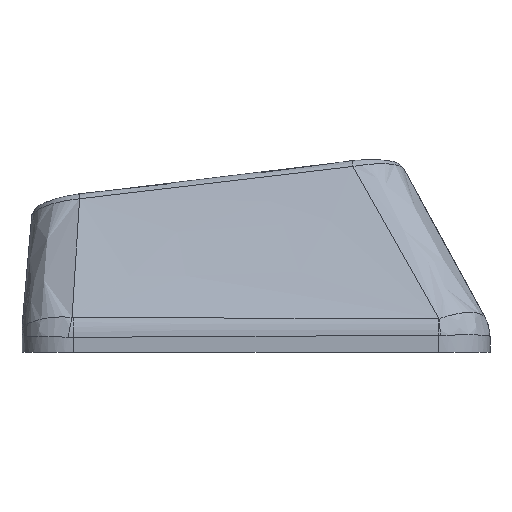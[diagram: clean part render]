
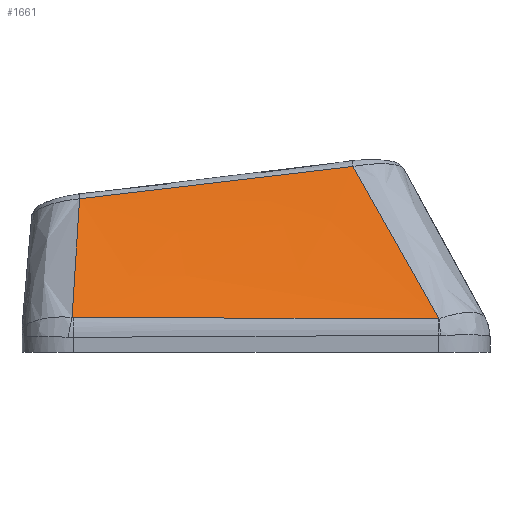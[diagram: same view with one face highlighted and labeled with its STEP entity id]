
A CAD part, left-side view. The second image highlights one B-rep face of the part: STEP entity #1661.
In plain terms, the highlighted free-form (B-spline) face has degree [3, 3] with [4, 4] control points.
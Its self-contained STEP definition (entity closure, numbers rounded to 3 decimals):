
#29=B_SPLINE_SURFACE_WITH_KNOTS('',3,3,((#3698,#3699,#3700,#3701),(#3702,
#3703,#3704,#3705),(#3706,#3707,#3708,#3709),(#3710,#3711,#3712,#3713)),
 .UNSPECIFIED.,.F.,.F.,.F.,(4,4),(4,4),(0.101,0.893),
(0.045,0.954),.UNSPECIFIED.);
#168=FACE_OUTER_BOUND('',#258,.T.);
#258=EDGE_LOOP('',(#1381,#1382,#1383,#1384,#1385,#1386));
#416=B_SPLINE_CURVE_WITH_KNOTS('',3,(#3556,#3557,#3558,#3559),
 .UNSPECIFIED.,.F.,.F.,(4,4),(0.,0.005),.UNSPECIFIED.);
#418=B_SPLINE_CURVE_WITH_KNOTS('',3,(#3583,#3584,#3585,#3586),
 .UNSPECIFIED.,.F.,.F.,(4,4),(0.,1.416),.UNSPECIFIED.);
#420=B_SPLINE_CURVE_WITH_KNOTS('',3,(#3610,#3611,#3612,#3613),
 .UNSPECIFIED.,.F.,.F.,(4,4),(0.,0.002),.UNSPECIFIED.);
#423=B_SPLINE_CURVE_WITH_KNOTS('',3,(#3715,#3716,#3717,#3718),
 .UNSPECIFIED.,.F.,.F.,(4,4),(0.036,0.771),
 .UNSPECIFIED.);
#424=B_SPLINE_CURVE_WITH_KNOTS('',3,(#3720,#3721,#3722,#3723),
 .UNSPECIFIED.,.F.,.F.,(4,4),(-1.068,0.),
 .UNSPECIFIED.);
#425=B_SPLINE_CURVE_WITH_KNOTS('',3,(#3724,#3725,#3726,#3727),
 .UNSPECIFIED.,.F.,.F.,(4,4),(-0.569,-0.031),
 .UNSPECIFIED.);
#749=VERTEX_POINT('',#3524);
#751=VERTEX_POINT('',#3554);
#753=VERTEX_POINT('',#3581);
#755=VERTEX_POINT('',#3608);
#762=VERTEX_POINT('',#3714);
#763=VERTEX_POINT('',#3719);
#972=EDGE_CURVE('',#751,#749,#416,.T.);
#975=EDGE_CURVE('',#753,#751,#418,.T.);
#978=EDGE_CURVE('',#755,#753,#420,.T.);
#990=EDGE_CURVE('',#762,#755,#423,.T.);
#991=EDGE_CURVE('',#763,#762,#424,.T.);
#992=EDGE_CURVE('',#749,#763,#425,.T.);
#1381=ORIENTED_EDGE('',*,*,#972,.F.);
#1382=ORIENTED_EDGE('',*,*,#975,.F.);
#1383=ORIENTED_EDGE('',*,*,#978,.F.);
#1384=ORIENTED_EDGE('',*,*,#990,.F.);
#1385=ORIENTED_EDGE('',*,*,#991,.F.);
#1386=ORIENTED_EDGE('',*,*,#992,.F.);
#1661=ADVANCED_FACE('',(#168),#29,.T.);
#3524=CARTESIAN_POINT('',(-8.864,7.138,0.361));
#3554=CARTESIAN_POINT('',(-8.867,7.086,0.356));
#3556=CARTESIAN_POINT('Ctrl Pts',(-8.867,7.086,0.356));
#3557=CARTESIAN_POINT('Ctrl Pts',(-8.867,7.103,0.356));
#3558=CARTESIAN_POINT('Ctrl Pts',(-8.866,7.121,0.358));
#3559=CARTESIAN_POINT('Ctrl Pts',(-8.864,7.138,0.361));
#3581=CARTESIAN_POINT('',(-8.936,-7.078,0.304));
#3583=CARTESIAN_POINT('Ctrl Pts',(-8.936,-7.078,0.304));
#3584=CARTESIAN_POINT('Ctrl Pts',(-8.919,-2.357,0.32));
#3585=CARTESIAN_POINT('Ctrl Pts',(-8.897,2.364,0.337));
#3586=CARTESIAN_POINT('Ctrl Pts',(-8.867,7.086,0.356));
#3608=CARTESIAN_POINT('',(-8.936,-7.099,0.305));
#3610=CARTESIAN_POINT('Ctrl Pts',(-8.936,-7.099,0.305));
#3611=CARTESIAN_POINT('Ctrl Pts',(-8.936,-7.092,0.305));
#3612=CARTESIAN_POINT('Ctrl Pts',(-8.936,-7.085,0.304));
#3613=CARTESIAN_POINT('Ctrl Pts',(-8.936,-7.078,0.304));
#3698=CARTESIAN_POINT('Ctrl Pts',(-6.11,-4.134,6.257));
#3699=CARTESIAN_POINT('Ctrl Pts',(-7.052,-5.122,4.273));
#3700=CARTESIAN_POINT('Ctrl Pts',(-7.994,-6.111,2.289));
#3701=CARTESIAN_POINT('Ctrl Pts',(-8.936,-7.099,0.304));
#3702=CARTESIAN_POINT('Ctrl Pts',(-6.11,-0.376,
5.822));
#3703=CARTESIAN_POINT('Ctrl Pts',(-7.052,-1.035,3.976));
#3704=CARTESIAN_POINT('Ctrl Pts',(-7.994,-1.694,2.13));
#3705=CARTESIAN_POINT('Ctrl Pts',(-8.936,-2.353,0.283));
#3706=CARTESIAN_POINT('Ctrl Pts',(-6.11,3.382,5.387));
#3707=CARTESIAN_POINT('Ctrl Pts',(-7.052,3.052,3.679));
#3708=CARTESIAN_POINT('Ctrl Pts',(-7.994,2.722,1.97));
#3709=CARTESIAN_POINT('Ctrl Pts',(-8.936,2.392,0.262));
#3710=CARTESIAN_POINT('Ctrl Pts',(-6.11,7.14,4.953));
#3711=CARTESIAN_POINT('Ctrl Pts',(-7.052,7.14,3.382));
#3712=CARTESIAN_POINT('Ctrl Pts',(-7.994,7.139,1.811));
#3713=CARTESIAN_POINT('Ctrl Pts',(-8.936,7.138,0.241));
#3714=CARTESIAN_POINT('',(-6.11,-3.758,6.214));
#3715=CARTESIAN_POINT('Ctrl Pts',(-6.11,-3.758,6.214));
#3716=CARTESIAN_POINT('Ctrl Pts',(-7.058,-4.877,4.249));
#3717=CARTESIAN_POINT('Ctrl Pts',(-7.999,-5.99,2.278));
#3718=CARTESIAN_POINT('Ctrl Pts',(-8.936,-7.099,0.305));
#3719=CARTESIAN_POINT('',(-6.125,6.845,4.961));
#3720=CARTESIAN_POINT('Ctrl Pts',(-6.125,6.845,4.961));
#3721=CARTESIAN_POINT('Ctrl Pts',(-6.12,3.31,5.375));
#3722=CARTESIAN_POINT('Ctrl Pts',(-6.115,-0.224,
5.793));
#3723=CARTESIAN_POINT('Ctrl Pts',(-6.11,-3.758,6.214));
#3724=CARTESIAN_POINT('Ctrl Pts',(-8.864,7.138,0.361));
#3725=CARTESIAN_POINT('Ctrl Pts',(-7.946,7.034,1.892));
#3726=CARTESIAN_POINT('Ctrl Pts',(-7.032,6.935,3.425));
#3727=CARTESIAN_POINT('Ctrl Pts',(-6.125,6.845,4.961));
